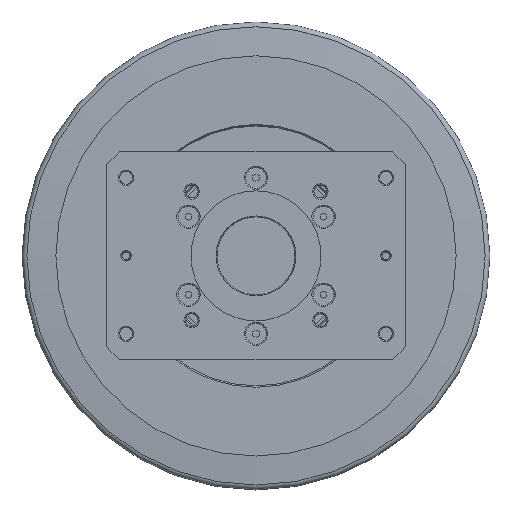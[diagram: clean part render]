
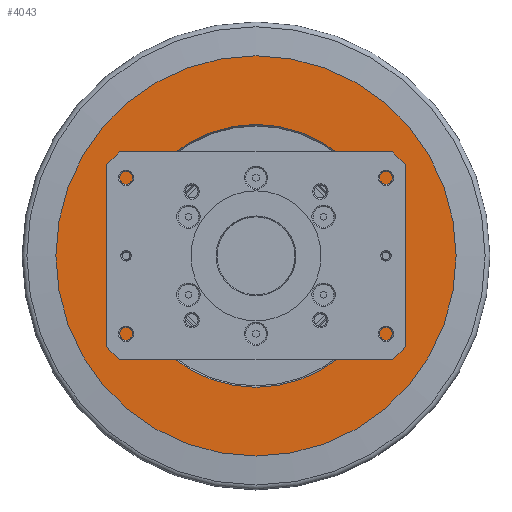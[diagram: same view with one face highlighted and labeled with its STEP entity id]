
A CAD part, top view. The second image highlights one B-rep face of the part: STEP entity #4043.
In plain terms, the highlighted planar face has unit normal (0, 0, 1).
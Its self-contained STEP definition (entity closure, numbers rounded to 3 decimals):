
#811=FACE_BOUND('',#1216,.T.);
#975=FACE_OUTER_BOUND('',#1215,.T.);
#1215=EDGE_LOOP('',(#3191,#3192));
#1216=EDGE_LOOP('',(#3193));
#1432=CIRCLE('',#4397,77.);
#1433=CIRCLE('',#4398,77.);
#1434=CIRCLE('',#4400,50.577);
#1798=VERTEX_POINT('',#6556);
#1799=VERTEX_POINT('',#6558);
#1800=VERTEX_POINT('',#6562);
#2297=EDGE_CURVE('',#1798,#1799,#1432,.T.);
#2298=EDGE_CURVE('',#1799,#1798,#1433,.T.);
#2299=EDGE_CURVE('',#1800,#1800,#1434,.T.);
#3191=ORIENTED_EDGE('',*,*,#2298,.F.);
#3192=ORIENTED_EDGE('',*,*,#2297,.F.);
#3193=ORIENTED_EDGE('',*,*,#2299,.F.);
#3651=PLANE('',#4402);
#4043=ADVANCED_FACE('',(#975,#811),#3651,.T.);
#4397=AXIS2_PLACEMENT_3D('',#6559,#5357,#5358);
#4398=AXIS2_PLACEMENT_3D('',#6560,#5359,#5360);
#4400=AXIS2_PLACEMENT_3D('',#6563,#5363,#5364);
#4402=AXIS2_PLACEMENT_3D('',#6567,#5368,#5369);
#5357=DIRECTION('center_axis',(0.,0.,
-1.));
#5358=DIRECTION('ref_axis',(-1.,0.,0.));
#5359=DIRECTION('center_axis',(0.,0.,
-1.));
#5360=DIRECTION('ref_axis',(-1.,0.,0.));
#5363=DIRECTION('center_axis',(0.,0.,
1.));
#5364=DIRECTION('ref_axis',(0.,-1.,0.));
#5368=DIRECTION('center_axis',(0.,0.,
1.));
#5369=DIRECTION('ref_axis',(1.,0.,0.));
#6556=CARTESIAN_POINT('',(0.,-77.,24.8));
#6558=CARTESIAN_POINT('',(0.,77.,24.8));
#6559=CARTESIAN_POINT('Origin',(0.,0.,
24.8));
#6560=CARTESIAN_POINT('Origin',(0.,0.,
24.8));
#6562=CARTESIAN_POINT('',(0.,50.577,24.8));
#6563=CARTESIAN_POINT('Origin',(0.,0.,
24.8));
#6567=CARTESIAN_POINT('Origin',(0.,67.,24.8));
